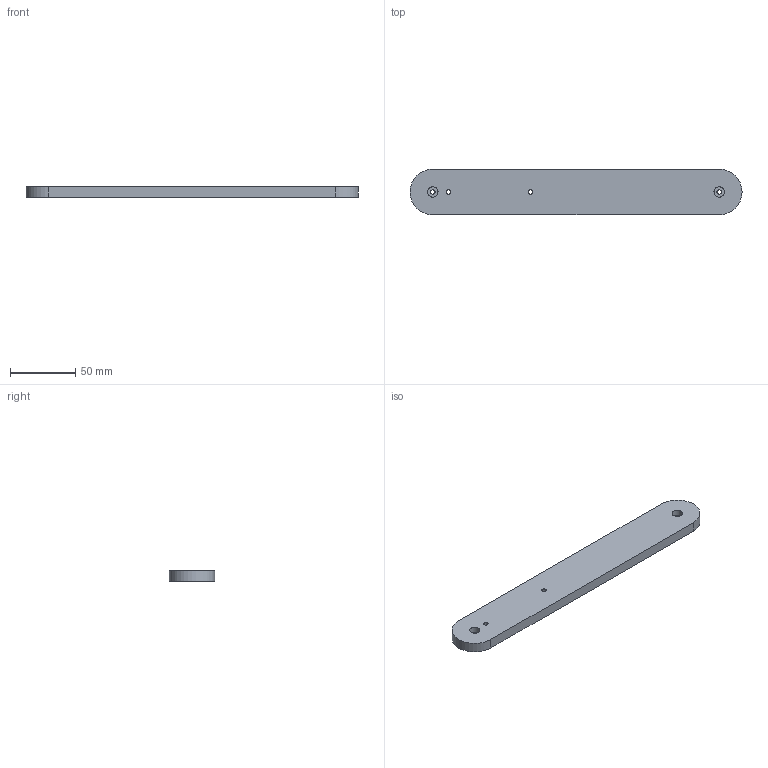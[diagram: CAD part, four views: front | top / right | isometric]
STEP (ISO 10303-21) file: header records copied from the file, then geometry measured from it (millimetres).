
FILE_DESCRIPTION(/* description */ (''),/* implementation_level */ '2;1');
FILE_NAME(/* name */ 'Go1_mounting_bar v6.step',/* time_stamp */ '2024-03-23T17:23:28-04:00',/* author */ (''),/* organization */ (''),/* preprocessor_version */ 'ST-DEVELOPER v20',/* originating_system */ 'Autodesk Translation Framework v12.20.1.177',/* authorisation */ '');
FILE_SCHEMA (('AUTOMOTIVE_DESIGN { 1 0 10303 214 3 1 1 }'));
Length unit declared in the file: millimetre
Products named in the file (1): Go1_mounting_bar
Bounding box: 254.5 x 35 x 8 mm (x, y, z)
Volume: 68125 mm3; surface area: 22210.2 mm2
Topology: 1 solids, 1 shells, 18 faces, 36 edges, 24 vertices
Faces by surface type: cylinder 10, plane 8
Full cylindrical faces by diameter (mm): 3.4 x4, 8 x4
Entity records: 529 total; most frequent: DIRECTION 94, CARTESIAN_POINT 79, ORIENTED_EDGE 72, AXIS2_PLACEMENT_3D 39, EDGE_CURVE 36, EDGE_LOOP 30, VERTEX_POINT 24, CIRCLE 20
